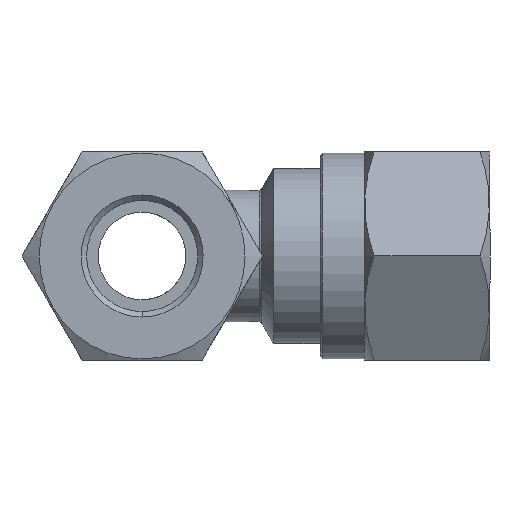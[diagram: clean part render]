
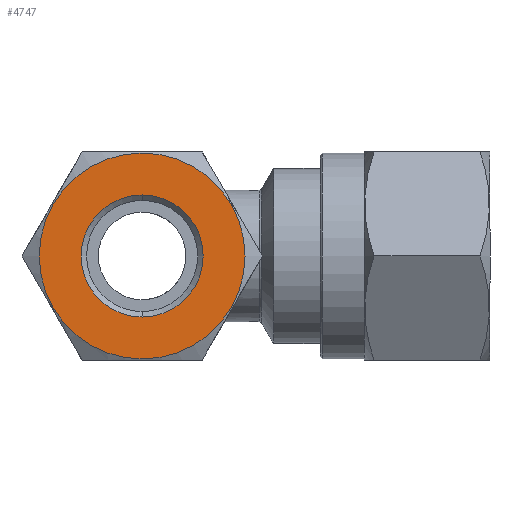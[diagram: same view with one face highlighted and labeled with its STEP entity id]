
A CAD part, left-side view. The second image highlights one B-rep face of the part: STEP entity #4747.
In plain terms, the highlighted planar face has unit normal (-1, 0, 0).
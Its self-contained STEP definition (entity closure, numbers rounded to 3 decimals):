
#137 = VERTEX_POINT ( 'NONE', #4954 ) ;
#138 = VERTEX_POINT ( 'NONE', #4953 ) ;
#139 = VERTEX_POINT ( 'NONE', #4952 ) ;
#286 = VERTEX_POINT ( 'NONE', #3278 ) ;
#465 = EDGE_LOOP ( 'NONE', ( #3108, #3107 ) ) ;
#466 = EDGE_LOOP ( 'NONE', ( #2966, #2967 ) ) ;
#936 = CIRCLE ( 'NONE', #943, 5.575 ) ;
#938 = CIRCLE ( 'NONE', #942, 9.4 ) ;
#942 = AXIS2_PLACEMENT_3D ( 'NONE', #2291, #2292, #2293 ) ;
#943 = AXIS2_PLACEMENT_3D ( 'NONE', #2306, #2307, #2308 ) ;
#948 = CIRCLE ( 'NONE', #960, 5.575 ) ;
#954 = CIRCLE ( 'NONE', #956, 9.4 ) ;
#956 = AXIS2_PLACEMENT_3D ( 'NONE', #2366, #2367, #2368 ) ;
#960 = AXIS2_PLACEMENT_3D ( 'NONE', #2373, #2374, #2375 ) ;
#1052 = AXIS2_PLACEMENT_3D ( 'NONE', #1315, #1316, #1317 ) ;
#1314 = PLANE ( 'NONE',  #1052 ) ;
#1315 = CARTESIAN_POINT ( 'NONE',  ( -31.765, 9.4, 0. ) ) ;
#1316 = DIRECTION ( 'NONE',  ( 1., 0., 0. ) ) ;
#1317 = DIRECTION ( 'NONE',  ( 0., 0., -1. ) ) ;
#2291 = CARTESIAN_POINT ( 'NONE',  ( -31.765, 0., 0. ) ) ;
#2292 = DIRECTION ( 'NONE',  ( -1., 0., 0. ) ) ;
#2293 = DIRECTION ( 'NONE',  ( 0., 0., 1. ) ) ;
#2306 = CARTESIAN_POINT ( 'NONE',  ( -31.765, 0., 0. ) ) ;
#2307 = DIRECTION ( 'NONE',  ( 1., 0., 0. ) ) ;
#2308 = DIRECTION ( 'NONE',  ( 0., 0., -1. ) ) ;
#2366 = CARTESIAN_POINT ( 'NONE',  ( -31.765, 0., 0. ) ) ;
#2367 = DIRECTION ( 'NONE',  ( -1., 0., 0. ) ) ;
#2368 = DIRECTION ( 'NONE',  ( 0., 0., 1. ) ) ;
#2373 = CARTESIAN_POINT ( 'NONE',  ( -31.765, 0., 0. ) ) ;
#2374 = DIRECTION ( 'NONE',  ( 1., 0., 0. ) ) ;
#2375 = DIRECTION ( 'NONE',  ( 0., 0., -1. ) ) ;
#2966 = ORIENTED_EDGE ( 'NONE', *, *, #4124, .T. ) ;
#2967 = ORIENTED_EDGE ( 'NONE', *, *, #4138, .T. ) ;
#3107 = ORIENTED_EDGE ( 'NONE', *, *, #4126, .T. ) ;
#3108 = ORIENTED_EDGE ( 'NONE', *, *, #4141, .T. ) ;
#3278 = CARTESIAN_POINT ( 'NONE',  ( -31.765, 0., -5.575 ) ) ;
#4124 = EDGE_CURVE ( 'NONE', #139, #138, #938, .T. ) ;
#4126 = EDGE_CURVE ( 'NONE', #286, #137, #936, .T. ) ;
#4138 = EDGE_CURVE ( 'NONE', #138, #139, #954, .T. ) ;
#4141 = EDGE_CURVE ( 'NONE', #137, #286, #948, .T. ) ;
#4405 = FACE_BOUND ( 'NONE', #465, .T. ) ;
#4406 = FACE_OUTER_BOUND ( 'NONE', #466, .T. ) ;
#4747 = ADVANCED_FACE ( 'NONE', ( #4405, #4406 ), #1314, .F. ) ;
#4952 = CARTESIAN_POINT ( 'NONE',  ( -31.765, 0., -9.4 ) ) ;
#4953 = CARTESIAN_POINT ( 'NONE',  ( -31.765, 0., 9.4 ) ) ;
#4954 = CARTESIAN_POINT ( 'NONE',  ( -31.765, 0., 5.575 ) ) ;
